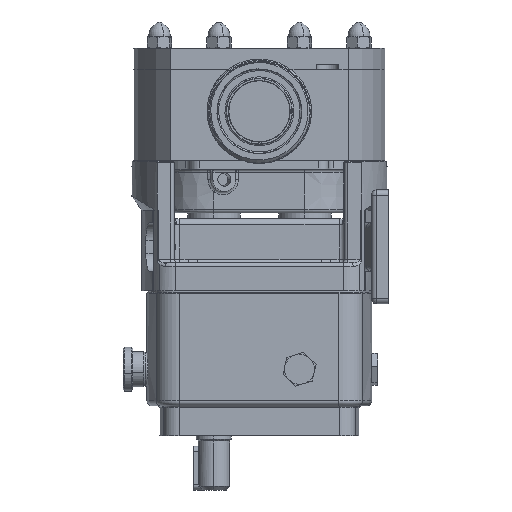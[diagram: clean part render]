
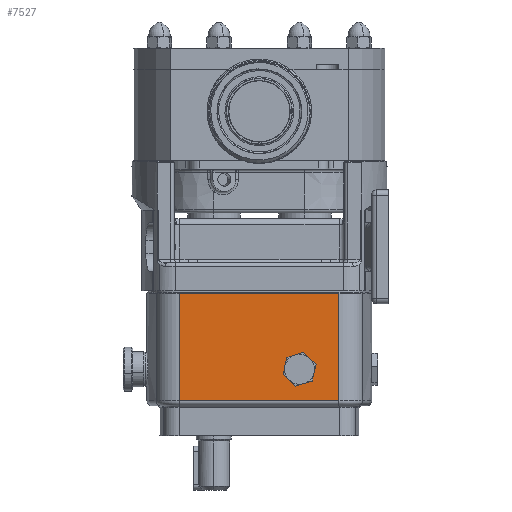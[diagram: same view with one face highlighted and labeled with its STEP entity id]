
A CAD part, left-side view. The second image highlights one B-rep face of the part: STEP entity #7527.
In plain terms, the highlighted planar face has unit normal (-1, 0, 0).
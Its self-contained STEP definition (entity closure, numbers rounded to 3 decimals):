
#28 = LINE ( 'NONE', #26038, #2535 ) ;
#293 = DIRECTION ( 'NONE',  ( 0., 1., 0. ) ) ;
#1402 = ORIENTED_EDGE ( 'NONE', *, *, #14185, .T. ) ;
#2136 = CARTESIAN_POINT ( 'NONE',  ( -46.005, -15.773, -112.136 ) ) ;
#2535 = VECTOR ( 'NONE', #293, 1000. ) ;
#3112 = VECTOR ( 'NONE', #13530, 1000. ) ;
#3198 = ORIENTED_EDGE ( 'NONE', *, *, #12861, .T. ) ;
#3201 = EDGE_CURVE ( 'Defeatured_0_371+Defeatured_0_364+Defeatured_0_344+Defeatured_0_368', #10013, #7915, #5770, .T. ) ;
#3850 = EDGE_CURVE ( 'Defeatured_0_371+Defeatured_0_326+Defeatured_0_327+Defeatured_0_325', #21941, #26425, #17884, .T. ) ;
#4015 = CARTESIAN_POINT ( 'NONE',  ( -46.005, -45.477, -136.9 ) ) ;
#4635 = CARTESIAN_POINT ( 'NONE',  ( -46.005, -6.492, -151.999 ) ) ;
#5344 = ORIENTED_EDGE ( 'NONE', *, *, #21633, .T. ) ;
#5441 = DIRECTION ( 'NONE',  ( 0., -1., 0. ) ) ;
#5442 = EDGE_CURVE ( 'Defeatured_0_371+Defeatured_0_344+Defeatured_0_363+Defeatured_0_364', #16466, #10013, #16155, .T. ) ;
#5628 = EDGE_LOOP ( 'NONE', ( #22583, #21684, #9393, #3198, #11349, #1402 ) ) ;
#5770 = LINE ( 'NONE', #27455, #22789 ) ;
#5844 = CARTESIAN_POINT ( 'NONE',  ( -46.005, -20.756, -128.541 ) ) ;
#5926 = VERTEX_POINT ( 'NONE', #2136 ) ;
#7113 = CARTESIAN_POINT ( 'NONE',  ( -46.005, -2.834, -88.284 ) ) ;
#7286 = LINE ( 'NONE', #4635, #9406 ) ;
#7527 = ADVANCED_FACE ( 'Defeatured_0_371', ( #18598, #20398 ), #26991, .F. ) ;
#7804 = CARTESIAN_POINT ( 'NONE',  ( -46.005, 45.477, -139.9 ) ) ;
#7915 = VERTEX_POINT ( 'NONE', #20104 ) ;
#8056 = CARTESIAN_POINT ( 'NONE',  ( -46.005, -45.477, -136.9 ) ) ;
#8523 = VECTOR ( 'NONE', #16587, 1000. ) ;
#8581 = VERTEX_POINT ( 'NONE', #16205 ) ;
#9050 = EDGE_CURVE ( 'Defeatured_0_371+Defeatured_0_324+Defeatured_0_325+Defeatured_0_329', #13068, #11345, #13782, .T. ) ;
#9187 = LINE ( 'NONE', #19815, #9383 ) ;
#9383 = VECTOR ( 'NONE', #26116, 1000. ) ;
#9393 = ORIENTED_EDGE ( 'NONE', *, *, #14945, .T. ) ;
#9399 = CARTESIAN_POINT ( 'NONE',  ( -46.005, 45.477, -136.9 ) ) ;
#9406 = VECTOR ( 'NONE', #26047, 1000. ) ;
#10013 = VERTEX_POINT ( 'NONE', #4015 ) ;
#10147 = CARTESIAN_POINT ( 'NONE',  ( -46.005, 8.882, -100.801 ) ) ;
#10472 = ORIENTED_EDGE ( 'NONE', *, *, #21374, .F. ) ;
#11345 = VERTEX_POINT ( 'NONE', #5844 ) ;
#11349 = ORIENTED_EDGE ( 'NONE', *, *, #3850, .T. ) ;
#12240 = LINE ( 'NONE', #10147, #8523 ) ;
#12861 = EDGE_CURVE ( 'Defeatured_0_371+Defeatured_0_327+Defeatured_0_328+Defeatured_0_326', #5926, #21941, #17430, .T. ) ;
#13040 = EDGE_CURVE ( 'Defeatured_0_371+Defeatured_0_329+Defeatured_0_324+Defeatured_0_328', #11345, #26558, #12240, .T. ) ;
#13068 = VERTEX_POINT ( 'NONE', #25797 ) ;
#13530 = DIRECTION ( 'NONE',  ( 0., -0.73, -0.683 ) ) ;
#13693 = AXIS2_PLACEMENT_3D ( 'NONE', #7804, #18173, #5441 ) ;
#13782 = LINE ( 'NONE', #16312, #18186 ) ;
#13830 = VECTOR ( 'NONE', #21913, 1000. ) ;
#13861 = CARTESIAN_POINT ( 'NONE',  ( -46.005, -32.471, -116.023 ) ) ;
#14185 = EDGE_CURVE ( 'Defeatured_0_371+Defeatured_0_325+Defeatured_0_326+Defeatured_0_324', #26425, #13068, #9187, .T. ) ;
#14289 = DIRECTION ( 'NONE',  ( 0., 0., 1. ) ) ;
#14813 = CARTESIAN_POINT ( 'NONE',  ( -46.005, -25.244, -109.259 ) ) ;
#14945 = EDGE_CURVE ( 'Defeatured_0_371+Defeatured_0_328+Defeatured_0_329+Defeatured_0_327', #26558, #5926, #7286, .T. ) ;
#15323 = CARTESIAN_POINT ( 'NONE',  ( -46.005, 48.025, -131.512 ) ) ;
#16155 = LINE ( 'NONE', #8056, #26152 ) ;
#16205 = CARTESIAN_POINT ( 'NONE',  ( -46.005, 45.477, -75.4 ) ) ;
#16312 = CARTESIAN_POINT ( 'NONE',  ( -46.005, 43.042, -147.917 ) ) ;
#16466 = VERTEX_POINT ( 'NONE', #9399 ) ;
#16587 = DIRECTION ( 'NONE',  ( 0., 0.73, 0.683 ) ) ;
#17430 = LINE ( 'NONE', #15323, #13830 ) ;
#17884 = LINE ( 'NONE', #7113, #3112 ) ;
#18173 = DIRECTION ( 'NONE',  ( 1., 0., 0. ) ) ;
#18186 = VECTOR ( 'NONE', #24713, 1000. ) ;
#18598 = FACE_BOUND ( 'NONE', #5628, .T. ) ;
#19058 = VECTOR ( 'NONE', #22134, 1000. ) ;
#19508 = EDGE_LOOP ( 'NONE', ( #10472, #21785, #21554, #5344 ) ) ;
#19815 = CARTESIAN_POINT ( 'NONE',  ( -46.005, -23.191, -155.887 ) ) ;
#20104 = CARTESIAN_POINT ( 'NONE',  ( -46.005, -45.477, -75.4 ) ) ;
#20398 = FACE_OUTER_BOUND ( 'NONE', #19508, .T. ) ;
#21374 = EDGE_CURVE ( 'Defeatured_0_363+Defeatured_0_371+Defeatured_0_342+Defeatured_0_368', #16466, #8581, #22421, .T. ) ;
#21554 = ORIENTED_EDGE ( 'NONE', *, *, #3201, .T. ) ;
#21633 = EDGE_CURVE ( 'Defeatured_0_371+Defeatured_0_368+Defeatured_0_364+Defeatured_0_363', #7915, #8581, #28, .T. ) ;
#21684 = ORIENTED_EDGE ( 'NONE', *, *, #13040, .T. ) ;
#21785 = ORIENTED_EDGE ( 'NONE', *, *, #5442, .T. ) ;
#21913 = DIRECTION ( 'NONE',  ( 0., -0.957, 0.291 ) ) ;
#21941 = VERTEX_POINT ( 'NONE', #14813 ) ;
#22081 = CARTESIAN_POINT ( 'NONE',  ( -46.005, -13.529, -121.777 ) ) ;
#22134 = DIRECTION ( 'NONE',  ( 0., 0., 1. ) ) ;
#22421 = LINE ( 'NONE', #26481, #19058 ) ;
#22583 = ORIENTED_EDGE ( 'NONE', *, *, #9050, .T. ) ;
#22609 = DIRECTION ( 'NONE',  ( 0., -1., 0. ) ) ;
#22789 = VECTOR ( 'NONE', #14289, 1000. ) ;
#24713 = DIRECTION ( 'NONE',  ( 0., 0.957, -0.291 ) ) ;
#25797 = CARTESIAN_POINT ( 'NONE',  ( -46.005, -30.227, -125.664 ) ) ;
#26038 = CARTESIAN_POINT ( 'NONE',  ( -46.005, 45.477, -75.4 ) ) ;
#26047 = DIRECTION ( 'NONE',  ( 0., -0.227, 0.974 ) ) ;
#26116 = DIRECTION ( 'NONE',  ( 0., 0.227, -0.974 ) ) ;
#26152 = VECTOR ( 'NONE', #22609, 1000. ) ;
#26425 = VERTEX_POINT ( 'NONE', #13861 ) ;
#26481 = CARTESIAN_POINT ( 'NONE',  ( -46.005, 45.477, -139.9 ) ) ;
#26558 = VERTEX_POINT ( 'NONE', #22081 ) ;
#26991 = PLANE ( 'NONE',  #13693 ) ;
#27455 = CARTESIAN_POINT ( 'NONE',  ( -46.005, -45.477, -139.9 ) ) ;
